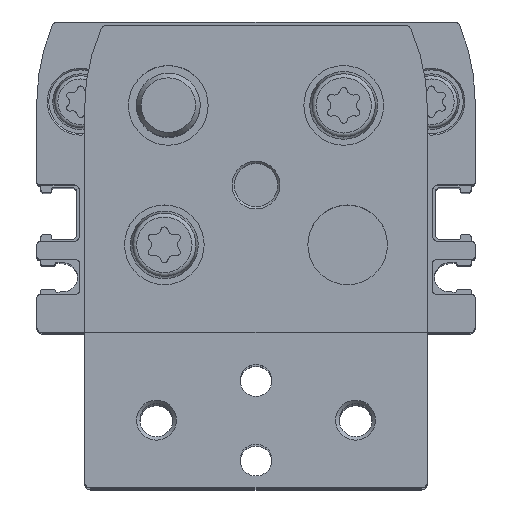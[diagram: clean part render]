
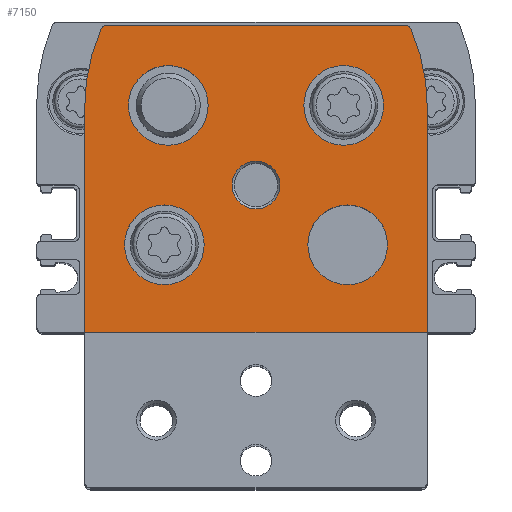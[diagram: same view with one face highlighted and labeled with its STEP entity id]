
A CAD part, top view. The second image highlights one B-rep face of the part: STEP entity #7150.
In plain terms, the highlighted planar face has unit normal (0, 0, 1).
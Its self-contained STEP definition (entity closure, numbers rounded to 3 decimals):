
#214=PLANE('',#8037);
#673=LINE('',#12477,#1159);
#687=LINE('',#12507,#1173);
#688=LINE('',#12519,#1174);
#689=LINE('',#12524,#1175);
#1159=VECTOR('',#10178,1000.);
#1173=VECTOR('',#10196,1000.);
#1174=VECTOR('',#10209,1000.);
#1175=VECTOR('',#10214,1000.);
#2930=ORIENTED_EDGE('',*,*,#4110,.T.);
#2931=ORIENTED_EDGE('',*,*,#4111,.F.);
#2932=ORIENTED_EDGE('',*,*,#4112,.T.);
#2933=ORIENTED_EDGE('',*,*,#4113,.F.);
#2934=ORIENTED_EDGE('',*,*,#4114,.T.);
#2935=ORIENTED_EDGE('',*,*,#4095,.T.);
#2936=ORIENTED_EDGE('',*,*,#4115,.F.);
#2937=ORIENTED_EDGE('',*,*,#4109,.T.);
#2938=ORIENTED_EDGE('',*,*,#4116,.T.);
#2939=ORIENTED_EDGE('',*,*,#4117,.T.);
#2940=ORIENTED_EDGE('',*,*,#4118,.T.);
#2941=ORIENTED_EDGE('',*,*,#4119,.T.);
#2942=ORIENTED_EDGE('',*,*,#4120,.T.);
#4095=EDGE_CURVE('',#4849,#4848,#673,.T.);
#4109=EDGE_CURVE('',#4858,#4862,#687,.T.);
#4110=EDGE_CURVE('',#4863,#4863,#5358,.T.);
#4111=EDGE_CURVE('',#4864,#4864,#5359,.T.);
#4112=EDGE_CURVE('',#4865,#4865,#5360,.T.);
#4113=EDGE_CURVE('',#4866,#4866,#5361,.T.);
#4114=EDGE_CURVE('',#4867,#4867,#5362,.T.);
#4115=EDGE_CURVE('',#4858,#4848,#688,.T.);
#4116=EDGE_CURVE('',#4862,#4868,#5363,.T.);
#4117=EDGE_CURVE('',#4868,#4869,#5364,.T.);
#4118=EDGE_CURVE('',#4869,#4870,#689,.T.);
#4119=EDGE_CURVE('',#4870,#4871,#5365,.T.);
#4120=EDGE_CURVE('',#4871,#4849,#5366,.T.);
#4848=VERTEX_POINT('',#12476);
#4849=VERTEX_POINT('',#12478);
#4858=VERTEX_POINT('',#12498);
#4862=VERTEX_POINT('',#12506);
#4863=VERTEX_POINT('',#12510);
#4864=VERTEX_POINT('',#12512);
#4865=VERTEX_POINT('',#12514);
#4866=VERTEX_POINT('',#12516);
#4867=VERTEX_POINT('',#12518);
#4868=VERTEX_POINT('',#12521);
#4869=VERTEX_POINT('',#12523);
#4870=VERTEX_POINT('',#12525);
#4871=VERTEX_POINT('',#12527);
#5358=CIRCLE('',#8038,3.);
#5359=CIRCLE('',#8039,5.);
#5360=CIRCLE('',#8040,5.);
#5361=CIRCLE('',#8041,5.);
#5362=CIRCLE('',#8042,5.);
#5363=CIRCLE('',#8043,24.5);
#5364=CIRCLE('',#8044,0.75);
#5365=CIRCLE('',#8045,0.75);
#5366=CIRCLE('',#8046,24.5);
#5880=EDGE_LOOP('',(#2930));
#5881=EDGE_LOOP('',(#2931));
#5882=EDGE_LOOP('',(#2932));
#5883=EDGE_LOOP('',(#2933));
#5884=EDGE_LOOP('',(#2934));
#5885=EDGE_LOOP('',(#2935,#2936,#2937,#2938,#2939,#2940,#2941,#2942));
#6454=FACE_BOUND('',#5880,.T.);
#6455=FACE_BOUND('',#5881,.T.);
#6456=FACE_BOUND('',#5882,.T.);
#6457=FACE_BOUND('',#5883,.T.);
#6458=FACE_BOUND('',#5884,.T.);
#6459=FACE_BOUND('',#5885,.T.);
#7150=ADVANCED_FACE('',(#6454,#6455,#6456,#6457,#6458,#6459),#214,.T.);
#8037=AXIS2_PLACEMENT_3D('',#12508,#10197,#10198);
#8038=AXIS2_PLACEMENT_3D('',#12509,#10199,#10200);
#8039=AXIS2_PLACEMENT_3D('',#12511,#10201,#10202);
#8040=AXIS2_PLACEMENT_3D('',#12513,#10203,#10204);
#8041=AXIS2_PLACEMENT_3D('',#12515,#10205,#10206);
#8042=AXIS2_PLACEMENT_3D('',#12517,#10207,#10208);
#8043=AXIS2_PLACEMENT_3D('',#12520,#10210,#10211);
#8044=AXIS2_PLACEMENT_3D('',#12522,#10212,#10213);
#8045=AXIS2_PLACEMENT_3D('',#12526,#10215,#10216);
#8046=AXIS2_PLACEMENT_3D('',#12528,#10217,#10218);
#10178=DIRECTION('',(0.,-1.,0.));
#10196=DIRECTION('',(0.,1.,0.));
#10197=DIRECTION('',(0.,0.,1.));
#10198=DIRECTION('',(1.,0.,0.));
#10199=DIRECTION('',(0.,0.,-1.));
#10200=DIRECTION('',(-1.,0.,0.));
#10201=DIRECTION('',(0.,0.,1.));
#10202=DIRECTION('',(1.,0.,0.));
#10203=DIRECTION('',(0.,0.,-1.));
#10204=DIRECTION('',(-1.,0.,0.));
#10205=DIRECTION('',(0.,0.,1.));
#10206=DIRECTION('',(1.,0.,0.));
#10207=DIRECTION('',(0.,0.,-1.));
#10208=DIRECTION('',(-1.,0.,0.));
#10209=DIRECTION('',(-1.,0.,0.));
#10210=DIRECTION('',(0.,0.,1.));
#10211=DIRECTION('',(1.,0.,0.));
#10212=DIRECTION('',(0.,0.,1.));
#10213=DIRECTION('',(1.,0.,0.));
#10214=DIRECTION('',(-1.,0.,0.));
#10215=DIRECTION('',(0.,0.,1.));
#10216=DIRECTION('',(1.,0.,0.));
#10217=DIRECTION('',(0.,0.,1.));
#10218=DIRECTION('',(1.,0.,0.));
#12476=CARTESIAN_POINT('',(-21.5,19.5,13.));
#12477=CARTESIAN_POINT('',(-21.5,58.,13.));
#12478=CARTESIAN_POINT('',(-21.5,47.75,13.));
#12498=CARTESIAN_POINT('',(21.5,19.5,13.));
#12506=CARTESIAN_POINT('',(21.5,47.75,13.));
#12507=CARTESIAN_POINT('',(21.5,0.,13.));
#12508=CARTESIAN_POINT('',(0.,0.,13.));
#12509=CARTESIAN_POINT('',(0.,38.,13.));
#12510=CARTESIAN_POINT('',(-3.,38.,13.));
#12511=CARTESIAN_POINT('',(-11.5,30.5,13.));
#12512=CARTESIAN_POINT('',(-6.5,30.5,13.));
#12513=CARTESIAN_POINT('',(11.5,30.5,13.));
#12514=CARTESIAN_POINT('',(6.5,30.5,13.));
#12515=CARTESIAN_POINT('',(11.,48.,13.));
#12516=CARTESIAN_POINT('',(16.,48.,13.));
#12517=CARTESIAN_POINT('',(-11.,48.,13.));
#12518=CARTESIAN_POINT('',(-16.,48.,13.));
#12519=CARTESIAN_POINT('',(21.5,19.5,13.));
#12520=CARTESIAN_POINT('',(-3.,47.75,13.));
#12521=CARTESIAN_POINT('',(19.455,57.55,13.));
#12522=CARTESIAN_POINT('',(18.767,57.25,13.));
#12523=CARTESIAN_POINT('',(18.767,58.,13.));
#12524=CARTESIAN_POINT('',(21.5,58.,13.));
#12525=CARTESIAN_POINT('',(-18.767,58.,13.));
#12526=CARTESIAN_POINT('',(-18.767,57.25,13.));
#12527=CARTESIAN_POINT('',(-19.455,57.55,13.));
#12528=CARTESIAN_POINT('',(3.,47.75,13.));
